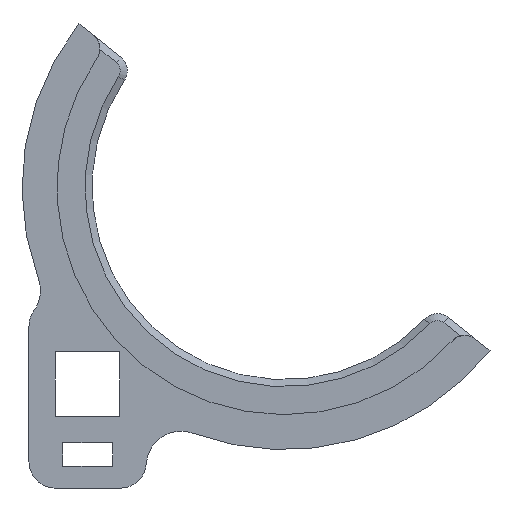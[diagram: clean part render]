
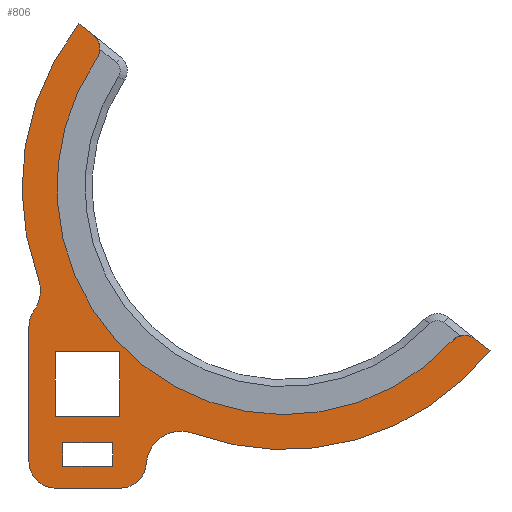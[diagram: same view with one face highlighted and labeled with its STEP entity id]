
A CAD part, left-side view. The second image highlights one B-rep face of the part: STEP entity #806.
In plain terms, the highlighted planar face has unit normal (-1, 0, 0).
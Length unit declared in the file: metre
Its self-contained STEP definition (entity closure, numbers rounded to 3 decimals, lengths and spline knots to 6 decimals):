
#43=CIRCLE('',#859,0.002);
#49=CIRCLE('',#870,0.002);
#54=CIRCLE('',#878,0.003);
#56=CIRCLE('',#881,0.003);
#58=CIRCLE('',#884,0.003);
#60=CIRCLE('',#887,0.004);
#63=CIRCLE('',#891,0.004);
#64=CIRCLE('',#902,0.026);
#65=CIRCLE('',#903,0.03);
#66=CIRCLE('',#904,0.03);
#114=LINE('',#1328,#184);
#118=LINE('',#1337,#188);
#121=LINE('',#1343,#191);
#124=LINE('',#1349,#194);
#126=LINE('',#1352,#196);
#130=LINE('',#1361,#200);
#133=LINE('',#1367,#203);
#135=LINE('',#1370,#205);
#138=LINE('',#1376,#208);
#140=LINE('',#1380,#210);
#141=LINE('',#1385,#211);
#142=LINE('',#1386,#212);
#184=VECTOR('',#1083,1.);
#188=VECTOR('',#1089,1.);
#191=VECTOR('',#1094,1.);
#194=VECTOR('',#1099,1.);
#196=VECTOR('',#1103,1.);
#200=VECTOR('',#1109,1.);
#203=VECTOR('',#1114,1.);
#205=VECTOR('',#1118,1.);
#208=VECTOR('',#1123,1.);
#210=VECTOR('',#1129,1.);
#211=VECTOR('',#1134,1.);
#212=VECTOR('',#1135,1.);
#349=ORIENTED_EDGE('',*,*,#545,.T.);
#350=ORIENTED_EDGE('',*,*,#540,.T.);
#351=ORIENTED_EDGE('',*,*,#536,.T.);
#352=ORIENTED_EDGE('',*,*,#548,.T.);
#353=ORIENTED_EDGE('',*,*,#550,.T.);
#354=ORIENTED_EDGE('',*,*,#500,.T.);
#355=ORIENTED_EDGE('',*,*,#551,.F.);
#356=ORIENTED_EDGE('',*,*,#552,.F.);
#357=ORIENTED_EDGE('',*,*,#522,.T.);
#358=ORIENTED_EDGE('',*,*,#514,.T.);
#359=ORIENTED_EDGE('',*,*,#543,.F.);
#360=ORIENTED_EDGE('',*,*,#510,.T.);
#361=ORIENTED_EDGE('',*,*,#534,.F.);
#362=ORIENTED_EDGE('',*,*,#506,.T.);
#363=ORIENTED_EDGE('',*,*,#518,.T.);
#364=ORIENTED_EDGE('',*,*,#553,.F.);
#365=ORIENTED_EDGE('',*,*,#554,.T.);
#366=ORIENTED_EDGE('',*,*,#484,.T.);
#367=ORIENTED_EDGE('',*,*,#555,.F.);
#368=ORIENTED_EDGE('',*,*,#531,.T.);
#369=ORIENTED_EDGE('',*,*,#528,.T.);
#370=ORIENTED_EDGE('',*,*,#524,.T.);
#484=EDGE_CURVE('',#592,#591,#43,.T.);
#500=EDGE_CURVE('',#601,#600,#49,.T.);
#506=EDGE_CURVE('',#606,#607,#54,.T.);
#510=EDGE_CURVE('',#610,#611,#56,.T.);
#514=EDGE_CURVE('',#614,#615,#58,.T.);
#518=EDGE_CURVE('',#607,#618,#60,.T.);
#522=EDGE_CURVE('',#621,#614,#63,.T.);
#524=EDGE_CURVE('',#622,#623,#114,.T.);
#528=EDGE_CURVE('',#626,#622,#118,.T.);
#531=EDGE_CURVE('',#628,#626,#121,.T.);
#534=EDGE_CURVE('',#606,#611,#124,.T.);
#536=EDGE_CURVE('',#630,#631,#126,.T.);
#540=EDGE_CURVE('',#634,#630,#130,.T.);
#543=EDGE_CURVE('',#610,#615,#133,.T.);
#545=EDGE_CURVE('',#636,#634,#135,.T.);
#548=EDGE_CURVE('',#631,#636,#138,.T.);
#550=EDGE_CURVE('',#591,#601,#64,.T.);
#551=EDGE_CURVE('',#638,#600,#140,.T.);
#552=EDGE_CURVE('',#621,#638,#65,.T.);
#553=EDGE_CURVE('',#639,#618,#66,.T.);
#554=EDGE_CURVE('',#639,#592,#141,.T.);
#555=EDGE_CURVE('',#628,#623,#142,.T.);
#591=VERTEX_POINT('',#1244);
#592=VERTEX_POINT('',#1246);
#600=VERTEX_POINT('',#1274);
#601=VERTEX_POINT('',#1276);
#606=VERTEX_POINT('',#1290);
#607=VERTEX_POINT('',#1291);
#610=VERTEX_POINT('',#1299);
#611=VERTEX_POINT('',#1300);
#614=VERTEX_POINT('',#1308);
#615=VERTEX_POINT('',#1309);
#618=VERTEX_POINT('',#1317);
#621=VERTEX_POINT('',#1325);
#622=VERTEX_POINT('',#1329);
#623=VERTEX_POINT('',#1330);
#626=VERTEX_POINT('',#1338);
#628=VERTEX_POINT('',#1344);
#630=VERTEX_POINT('',#1353);
#631=VERTEX_POINT('',#1354);
#634=VERTEX_POINT('',#1362);
#636=VERTEX_POINT('',#1371);
#638=VERTEX_POINT('',#1381);
#639=VERTEX_POINT('',#1384);
#683=EDGE_LOOP('',(#349,#350,#351,#352));
#684=EDGE_LOOP('',(#353,#354,#355,#356,#357,#358,#359,#360,#361,#362,#363,
#364,#365,#366));
#685=EDGE_LOOP('',(#367,#368,#369,#370));
#737=FACE_BOUND('',#683,.T.);
#738=FACE_BOUND('',#684,.T.);
#739=FACE_BOUND('',#685,.T.);
#767=PLANE('',#901);
#806=ADVANCED_FACE('',(#737,#738,#739),#767,.F.);
#859=AXIS2_PLACEMENT_3D('',#1245,#996,#997);
#870=AXIS2_PLACEMENT_3D('',#1275,#1028,#1029);
#878=AXIS2_PLACEMENT_3D('',#1289,#1045,#1046);
#881=AXIS2_PLACEMENT_3D('',#1298,#1053,#1054);
#884=AXIS2_PLACEMENT_3D('',#1307,#1061,#1062);
#887=AXIS2_PLACEMENT_3D('',#1316,#1069,#1070);
#891=AXIS2_PLACEMENT_3D('',#1324,#1078,#1079);
#901=AXIS2_PLACEMENT_3D('',#1378,#1125,#1126);
#902=AXIS2_PLACEMENT_3D('',#1379,#1127,#1128);
#903=AXIS2_PLACEMENT_3D('',#1382,#1130,#1131);
#904=AXIS2_PLACEMENT_3D('',#1383,#1132,#1133);
#996=DIRECTION('',(-1.,0.,0.));
#997=DIRECTION('',(0.,0.,1.));
#1028=DIRECTION('',(-1.,0.,0.));
#1029=DIRECTION('',(0.,0.,1.));
#1045=DIRECTION('',(-1.,0.,0.));
#1046=DIRECTION('',(0.,0.,1.));
#1053=DIRECTION('',(-1.,0.,0.));
#1054=DIRECTION('',(0.,0.,1.));
#1061=DIRECTION('',(-1.,0.,0.));
#1062=DIRECTION('',(0.,0.,1.));
#1069=DIRECTION('',(1.,0.,0.));
#1070=DIRECTION('',(0.,0.,1.));
#1078=DIRECTION('',(1.,0.,0.));
#1079=DIRECTION('',(0.,0.,1.));
#1083=DIRECTION('',(0.,0.,1.));
#1089=DIRECTION('',(0.,1.,0.));
#1094=DIRECTION('',(0.,0.,-1.));
#1099=DIRECTION('',(0.,1.,0.));
#1103=DIRECTION('',(0.,1.,0.));
#1109=DIRECTION('',(0.,0.,-1.));
#1114=DIRECTION('',(0.,0.,1.));
#1118=DIRECTION('',(0.,-1.,0.));
#1123=DIRECTION('',(0.,0.,1.));
#1125=DIRECTION('',(1.,0.,0.));
#1126=DIRECTION('',(0.,-1.,0.));
#1127=DIRECTION('',(1.,0.,0.));
#1128=DIRECTION('',(0.,0.,1.));
#1129=DIRECTION('',(0.,-0.783,-0.622));
#1130=DIRECTION('',(1.,0.,0.));
#1131=DIRECTION('',(0.,0.,1.));
#1132=DIRECTION('',(1.,0.,0.));
#1133=DIRECTION('',(0.,0.,1.));
#1134=DIRECTION('',(0.,0.783,0.622));
#1135=DIRECTION('',(0.,1.,0.));
#1244=CARTESIAN_POINT('',(-0.134449,0.018854,0.031328));
#1245=CARTESIAN_POINT('',(-0.134449,0.017381,0.029975));
#1246=CARTESIAN_POINT('',(-0.134449,0.016136,0.03154));
#1274=CARTESIAN_POINT('',(-0.134449,0.059864,0.066296));
#1275=CARTESIAN_POINT('',(-0.134449,0.061108,0.06473));
#1276=CARTESIAN_POINT('',(-0.134449,0.059457,0.063601));
#1289=CARTESIAN_POINT('',(-0.134449,0.056783,0.017518));
#1290=CARTESIAN_POINT('',(-0.134449,0.056783,0.014518));
#1291=CARTESIAN_POINT('',(-0.134449,0.05379,0.01731));
#1298=CARTESIAN_POINT('',(-0.134449,0.0642,0.017518));
#1299=CARTESIAN_POINT('',(-0.134449,0.0672,0.017518));
#1300=CARTESIAN_POINT('',(-0.134449,0.0642,0.014518));
#1307=CARTESIAN_POINT('',(-0.134449,0.0642,0.033036));
#1308=CARTESIAN_POINT('',(-0.134449,0.066637,0.034786));
#1309=CARTESIAN_POINT('',(-0.134449,0.0672,0.033036));
#1316=CARTESIAN_POINT('',(-0.134449,0.0498,0.017031));
#1317=CARTESIAN_POINT('',(-0.134449,0.048412,0.020783));
#1324=CARTESIAN_POINT('',(-0.134449,0.069887,0.037118));
#1325=CARTESIAN_POINT('',(-0.134449,0.066135,0.038506));
#1328=CARTESIAN_POINT('',(-0.134449,0.06335,0.018368));
#1329=CARTESIAN_POINT('',(-0.134449,0.06335,0.017018));
#1330=CARTESIAN_POINT('',(-0.134449,0.06335,0.019718));
#1337=CARTESIAN_POINT('',(-0.134449,0.0605,0.017018));
#1338=CARTESIAN_POINT('',(-0.134449,0.05765,0.017018));
#1343=CARTESIAN_POINT('',(-0.134449,0.05765,0.018368));
#1344=CARTESIAN_POINT('',(-0.134449,0.05765,0.019718));
#1349=CARTESIAN_POINT('',(-0.134449,0.0605,0.014518));
#1352=CARTESIAN_POINT('',(-0.134449,0.0605,0.022718));
#1353=CARTESIAN_POINT('',(-0.134449,0.0568,0.022718));
#1354=CARTESIAN_POINT('',(-0.134449,0.0642,0.022718));
#1361=CARTESIAN_POINT('',(-0.134449,0.0568,0.024129));
#1362=CARTESIAN_POINT('',(-0.134449,0.0568,0.030118));
#1367=CARTESIAN_POINT('',(-0.134449,0.0672,0.026418));
#1370=CARTESIAN_POINT('',(-0.134449,0.062789,0.030118));
#1371=CARTESIAN_POINT('',(-0.134449,0.0642,0.030118));
#1376=CARTESIAN_POINT('',(-0.134449,0.0642,0.026418));
#1378=CARTESIAN_POINT('',(-0.134449,0.041257,0.043252));
#1379=CARTESIAN_POINT('',(-0.134449,0.038,0.048918));
#1380=CARTESIAN_POINT('',(-0.134449,0.059919,0.06634));
#1381=CARTESIAN_POINT('',(-0.134449,0.061485,0.067585));
#1382=CARTESIAN_POINT('',(-0.134449,0.038,0.048918));
#1383=CARTESIAN_POINT('',(-0.134449,0.038,0.048918));
#1384=CARTESIAN_POINT('',(-0.134449,0.014515,0.030251));
#1385=CARTESIAN_POINT('',(-0.134449,0.016081,0.031496));
#1386=CARTESIAN_POINT('',(-0.134449,0.0605,0.019718));
